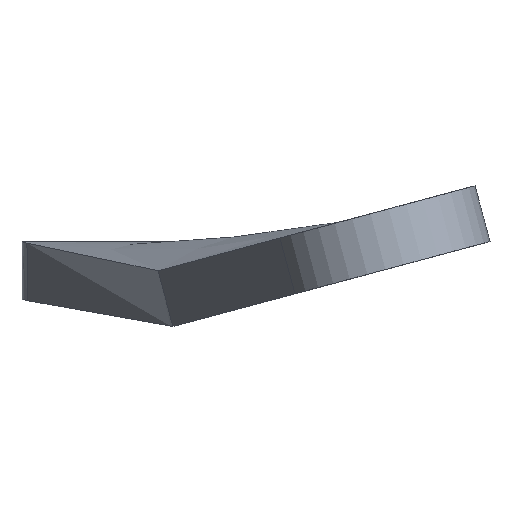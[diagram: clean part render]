
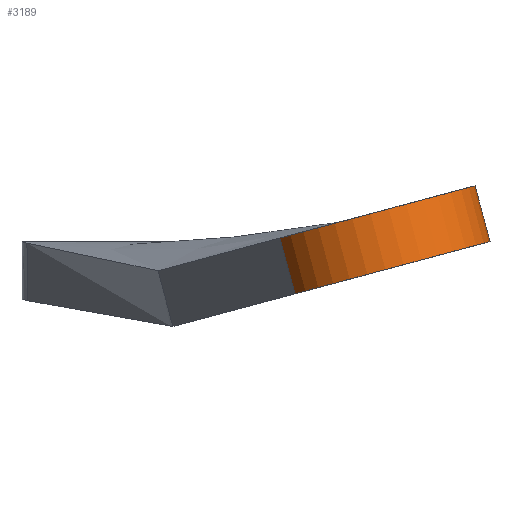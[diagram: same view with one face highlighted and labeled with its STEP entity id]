
A CAD part, front view. The second image highlights one B-rep face of the part: STEP entity #3189.
In plain terms, the highlighted cylindrical face has radius 15 mm (diameter 30 mm), a partial arc.
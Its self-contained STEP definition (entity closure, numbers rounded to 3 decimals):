
#73 = PLANE('',#74);
#74 = AXIS2_PLACEMENT_3D('',#75,#76,#77);
#75 = CARTESIAN_POINT('',(0.,65.,155.428));
#76 = DIRECTION('',(0.259,0.,-0.966));
#77 = DIRECTION('',(-0.966,0.,-0.259)
  );
#127 = PLANE('',#128);
#128 = AXIS2_PLACEMENT_3D('',#129,#130,#131);
#129 = CARTESIAN_POINT('',(-2.071,65.,163.156
    ));
#130 = DIRECTION('',(0.259,0.,-0.966)
  );
#131 = DIRECTION('',(-0.966,0.,-0.259)
  );
#2636 = PLANE('',#2637);
#2637 = AXIS2_PLACEMENT_3D('',#2638,#2639,#2640);
#2638 = CARTESIAN_POINT('',(39.359,89.763,
    174.257));
#2639 = DIRECTION('',(0.837,0.5,0.224));
#2640 = DIRECTION('',(0.513,-0.858,0.)
  );
#2739 = PLANE('',#2740);
#2740 = AXIS2_PLACEMENT_3D('',#2741,#2742,#2743);
#2741 = CARTESIAN_POINT('',(64.455,104.763,
    180.981));
#2742 = DIRECTION('',(0.837,0.5,0.224));
#2743 = DIRECTION('',(0.513,-0.858,0.)
  );
#3189 = ADVANCED_FACE('',(#3190),#3205,.T.);
#3190 = FACE_BOUND('',#3191,.T.);
#3191 = EDGE_LOOP('',(#3192,#3227,#3250,#3278));
#3192 = ORIENTED_EDGE('',*,*,#3193,.T.);
#3193 = EDGE_CURVE('',#3194,#3196,#3198,.T.);
#3194 = VERTEX_POINT('',#3195);
#3195 = CARTESIAN_POINT('',(139.589,-86.25,
    192.831));
#3196 = VERTEX_POINT('',#3197);
#3197 = CARTESIAN_POINT('',(164.684,-71.25,
    199.555));
#3198 = SURFACE_CURVE('',#3199,(#3204,#3216),.PCURVE_S1.);
#3199 = CIRCLE('',#3200,15.);
#3200 = AXIS2_PLACEMENT_3D('',#3201,#3202,#3203);
#3201 = CARTESIAN_POINT('',(152.136,-78.75,
    196.193));
#3202 = DIRECTION('',(-0.259,0.,0.966
    ));
#3203 = DIRECTION('',(-0.966,0.,-0.259
    ));
#3204 = PCURVE('',#3205,#3210);
#3205 = CYLINDRICAL_SURFACE('',#3206,15.);
#3206 = AXIS2_PLACEMENT_3D('',#3207,#3208,#3209);
#3207 = CARTESIAN_POINT('',(150.066,-78.75,
    203.92));
#3208 = DIRECTION('',(0.259,0.,-0.966));
#3209 = DIRECTION('',(-0.966,0.,-0.259));
#3210 = DEFINITIONAL_REPRESENTATION('',(#3211),#3215);
#3211 = LINE('',#3212,#3213);
#3212 = CARTESIAN_POINT('',(6.283,8.));
#3213 = VECTOR('',#3214,1.);
#3214 = DIRECTION('',(-1.,0.));
#3215 = ( GEOMETRIC_REPRESENTATION_CONTEXT(2) 
PARAMETRIC_REPRESENTATION_CONTEXT() REPRESENTATION_CONTEXT('2D SPACE',''
  ) );
#3216 = PCURVE('',#73,#3217);
#3217 = DEFINITIONAL_REPRESENTATION('',(#3218),#3226);
#3218 = ( BOUNDED_CURVE() B_SPLINE_CURVE(2,(#3219,#3220,#3221,#3222,
#3223,#3224,#3225),.UNSPECIFIED.,.T.,.F.) B_SPLINE_CURVE_WITH_KNOTS((1,2
    ,2,2,2,1),(-2.094,0.,2.094,4.189,
6.283,8.378),.UNSPECIFIED.) CURVE() 
GEOMETRIC_REPRESENTATION_ITEM() RATIONAL_B_SPLINE_CURVE((1.,0.5,1.,0.5,
1.,0.5,1.)) REPRESENTATION_ITEM('') );
#3219 = CARTESIAN_POINT('',(-142.503,-143.75));
#3220 = CARTESIAN_POINT('',(-142.503,-169.731));
#3221 = CARTESIAN_POINT('',(-165.003,-156.74));
#3222 = CARTESIAN_POINT('',(-187.503,-143.75));
#3223 = CARTESIAN_POINT('',(-165.003,-130.76));
#3224 = CARTESIAN_POINT('',(-142.503,-117.769));
#3225 = CARTESIAN_POINT('',(-142.503,-143.75));
#3226 = ( GEOMETRIC_REPRESENTATION_CONTEXT(2) 
PARAMETRIC_REPRESENTATION_CONTEXT() REPRESENTATION_CONTEXT('2D SPACE',''
  ) );
#3227 = ORIENTED_EDGE('',*,*,#3228,.F.);
#3228 = EDGE_CURVE('',#3229,#3196,#3231,.T.);
#3229 = VERTEX_POINT('',#3230);
#3230 = CARTESIAN_POINT('',(162.614,-71.25,
    207.283));
#3231 = SURFACE_CURVE('',#3232,(#3236,#3243),.PCURVE_S1.);
#3232 = LINE('',#3233,#3234);
#3233 = CARTESIAN_POINT('',(162.614,-71.25,
    207.283));
#3234 = VECTOR('',#3235,1.);
#3235 = DIRECTION('',(0.259,0.,-0.966));
#3236 = PCURVE('',#3205,#3237);
#3237 = DEFINITIONAL_REPRESENTATION('',(#3238),#3242);
#3238 = LINE('',#3239,#3240);
#3239 = CARTESIAN_POINT('',(2.618,0.));
#3240 = VECTOR('',#3241,1.);
#3241 = DIRECTION('',(0.,1.));
#3242 = ( GEOMETRIC_REPRESENTATION_CONTEXT(2) 
PARAMETRIC_REPRESENTATION_CONTEXT() REPRESENTATION_CONTEXT('2D SPACE',''
  ) );
#3243 = PCURVE('',#2739,#3244);
#3244 = DEFINITIONAL_REPRESENTATION('',(#3245),#3249);
#3245 = LINE('',#3246,#3247);
#3246 = CARTESIAN_POINT('',(201.443,-26.988));
#3247 = VECTOR('',#3248,1.);
#3248 = DIRECTION('',(0.133,0.991));
#3249 = ( GEOMETRIC_REPRESENTATION_CONTEXT(2) 
PARAMETRIC_REPRESENTATION_CONTEXT() REPRESENTATION_CONTEXT('2D SPACE',''
  ) );
#3250 = ORIENTED_EDGE('',*,*,#3251,.F.);
#3251 = EDGE_CURVE('',#3252,#3229,#3254,.T.);
#3252 = VERTEX_POINT('',#3253);
#3253 = CARTESIAN_POINT('',(137.518,-86.25,
    200.558));
#3254 = SURFACE_CURVE('',#3255,(#3260,#3267),.PCURVE_S1.);
#3255 = CIRCLE('',#3256,15.);
#3256 = AXIS2_PLACEMENT_3D('',#3257,#3258,#3259);
#3257 = CARTESIAN_POINT('',(150.066,-78.75,
    203.92));
#3258 = DIRECTION('',(-0.259,0.,0.966
    ));
#3259 = DIRECTION('',(-0.966,0.,-0.259
    ));
#3260 = PCURVE('',#3205,#3261);
#3261 = DEFINITIONAL_REPRESENTATION('',(#3262),#3266);
#3262 = LINE('',#3263,#3264);
#3263 = CARTESIAN_POINT('',(6.283,0.));
#3264 = VECTOR('',#3265,1.);
#3265 = DIRECTION('',(-1.,0.));
#3266 = ( GEOMETRIC_REPRESENTATION_CONTEXT(2) 
PARAMETRIC_REPRESENTATION_CONTEXT() REPRESENTATION_CONTEXT('2D SPACE',''
  ) );
#3267 = PCURVE('',#127,#3268);
#3268 = DEFINITIONAL_REPRESENTATION('',(#3269),#3277);
#3269 = ( BOUNDED_CURVE() B_SPLINE_CURVE(2,(#3270,#3271,#3272,#3273,
#3274,#3275,#3276),.UNSPECIFIED.,.T.,.F.) B_SPLINE_CURVE_WITH_KNOTS((1,2
    ,2,2,2,1),(-2.094,0.,2.094,4.189,
6.283,8.378),.UNSPECIFIED.) CURVE() 
GEOMETRIC_REPRESENTATION_ITEM() RATIONAL_B_SPLINE_CURVE((1.,0.5,1.,0.5,
1.,0.5,1.)) REPRESENTATION_ITEM('') );
#3270 = CARTESIAN_POINT('',(-142.503,-143.75));
#3271 = CARTESIAN_POINT('',(-142.503,-169.731));
#3272 = CARTESIAN_POINT('',(-165.003,-156.74));
#3273 = CARTESIAN_POINT('',(-187.503,-143.75));
#3274 = CARTESIAN_POINT('',(-165.003,-130.76));
#3275 = CARTESIAN_POINT('',(-142.503,-117.769));
#3276 = CARTESIAN_POINT('',(-142.503,-143.75));
#3277 = ( GEOMETRIC_REPRESENTATION_CONTEXT(2) 
PARAMETRIC_REPRESENTATION_CONTEXT() REPRESENTATION_CONTEXT('2D SPACE',''
  ) );
#3278 = ORIENTED_EDGE('',*,*,#3279,.T.);
#3279 = EDGE_CURVE('',#3252,#3194,#3280,.T.);
#3280 = SURFACE_CURVE('',#3281,(#3285,#3292),.PCURVE_S1.);
#3281 = LINE('',#3282,#3283);
#3282 = CARTESIAN_POINT('',(137.518,-86.25,
    200.558));
#3283 = VECTOR('',#3284,1.);
#3284 = DIRECTION('',(0.259,0.,-0.966));
#3285 = PCURVE('',#3205,#3286);
#3286 = DEFINITIONAL_REPRESENTATION('',(#3287),#3291);
#3287 = LINE('',#3288,#3289);
#3288 = CARTESIAN_POINT('',(5.76,0.));
#3289 = VECTOR('',#3290,1.);
#3290 = DIRECTION('',(0.,1.));
#3291 = ( GEOMETRIC_REPRESENTATION_CONTEXT(2) 
PARAMETRIC_REPRESENTATION_CONTEXT() REPRESENTATION_CONTEXT('2D SPACE',''
  ) );
#3292 = PCURVE('',#2636,#3293);
#3293 = DEFINITIONAL_REPRESENTATION('',(#3294),#3298);
#3294 = LINE('',#3295,#3296);
#3295 = CARTESIAN_POINT('',(201.443,-26.988));
#3296 = VECTOR('',#3297,1.);
#3297 = DIRECTION('',(0.133,0.991));
#3298 = ( GEOMETRIC_REPRESENTATION_CONTEXT(2) 
PARAMETRIC_REPRESENTATION_CONTEXT() REPRESENTATION_CONTEXT('2D SPACE',''
  ) );
